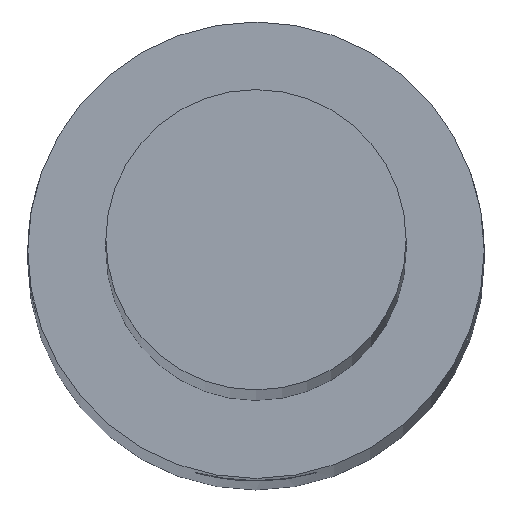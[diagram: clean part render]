
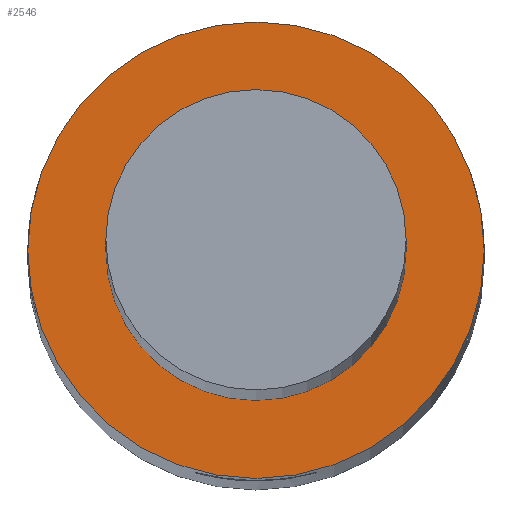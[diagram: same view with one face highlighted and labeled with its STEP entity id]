
A CAD part, top view. The second image highlights one B-rep face of the part: STEP entity #2546.
In plain terms, the highlighted planar face has unit normal (0, 0, 1).
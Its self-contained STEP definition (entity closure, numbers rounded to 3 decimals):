
#45 = AXIS2_PLACEMENT_3D ( 'NONE', #3919, #3917, #3927 ) ;
#191 = VERTEX_POINT ( 'NONE', #2606 ) ;
#445 = VERTEX_POINT ( 'NONE', #2594 ) ;
#460 = VERTEX_POINT ( 'NONE', #2583 ) ;
#461 = VERTEX_POINT ( 'NONE', #2560 ) ;
#1905 = EDGE_CURVE ( 'NONE', #191, #461, #4016, .T. ) ;
#1924 = AXIS2_PLACEMENT_3D ( 'NONE', #4897, #4898, #4899 ) ;
#1932 = AXIS2_PLACEMENT_3D ( 'NONE', #5214, #5215, #5216 ) ;
#1971 = EDGE_CURVE ( 'NONE', #445, #460, #4126, .T. ) ;
#2082 = EDGE_CURVE ( 'NONE', #461, #191, #4313, .T. ) ;
#2125 = AXIS2_PLACEMENT_3D ( 'NONE', #6269, #6270, #6271 ) ;
#2130 = AXIS2_PLACEMENT_3D ( 'NONE', #6083, #6084, #6085 ) ;
#2164 = EDGE_CURVE ( 'NONE', #460, #445, #4374, .T. ) ;
#2546 = ADVANCED_FACE ( 'NONE', ( #4684, #4671 ), #3923, .F. ) ;
#2560 = CARTESIAN_POINT ( 'NONE',  ( -0.125, 0., 0. ) ) ;
#2583 = CARTESIAN_POINT ( 'NONE',  ( 0.19, 0., 0. ) ) ;
#2594 = CARTESIAN_POINT ( 'NONE',  ( -0.19, 0., 0. ) ) ;
#2606 = CARTESIAN_POINT ( 'NONE',  ( 0.125, 0., 0. ) ) ;
#2680 = EDGE_LOOP ( 'NONE', ( #3268, #3267 ) ) ;
#3265 = ORIENTED_EDGE ( 'NONE', *, *, #2082, .T. ) ;
#3266 = ORIENTED_EDGE ( 'NONE', *, *, #1905, .T. ) ;
#3267 = ORIENTED_EDGE ( 'NONE', *, *, #1971, .T. ) ;
#3268 = ORIENTED_EDGE ( 'NONE', *, *, #2164, .T. ) ;
#3917 = DIRECTION ( 'NONE',  ( 0., 0., -1. ) ) ;
#3919 = CARTESIAN_POINT ( 'NONE',  ( 0., 0.125, 0. ) ) ;
#3923 = PLANE ( 'NONE',  #45 ) ;
#3927 = DIRECTION ( 'NONE',  ( -1., 0., 0. ) ) ;
#4016 = CIRCLE ( 'NONE', #2130, 0.125 ) ;
#4126 = CIRCLE ( 'NONE', #2125, 0.19 ) ;
#4313 = CIRCLE ( 'NONE', #1924, 0.125 ) ;
#4374 = CIRCLE ( 'NONE', #1932, 0.19 ) ;
#4671 = FACE_BOUND ( 'NONE', #4755, .T. ) ;
#4684 = FACE_OUTER_BOUND ( 'NONE', #2680, .T. ) ;
#4755 = EDGE_LOOP ( 'NONE', ( #3266, #3265 ) ) ;
#4897 = CARTESIAN_POINT ( 'NONE',  ( 0., 0., 0. ) ) ;
#4898 = DIRECTION ( 'NONE',  ( 0., 0., -1. ) ) ;
#4899 = DIRECTION ( 'NONE',  ( -1., 0., 0. ) ) ;
#5214 = CARTESIAN_POINT ( 'NONE',  ( 0., 0., 0. ) ) ;
#5215 = DIRECTION ( 'NONE',  ( 0., 0., 1. ) ) ;
#5216 = DIRECTION ( 'NONE',  ( 1., 0., 0. ) ) ;
#6083 = CARTESIAN_POINT ( 'NONE',  ( 0., 0., 0. ) ) ;
#6084 = DIRECTION ( 'NONE',  ( 0., 0., -1. ) ) ;
#6085 = DIRECTION ( 'NONE',  ( -1., 0., 0. ) ) ;
#6269 = CARTESIAN_POINT ( 'NONE',  ( 0., 0., 0. ) ) ;
#6270 = DIRECTION ( 'NONE',  ( 0., 0., 1. ) ) ;
#6271 = DIRECTION ( 'NONE',  ( 1., 0., 0. ) ) ;
